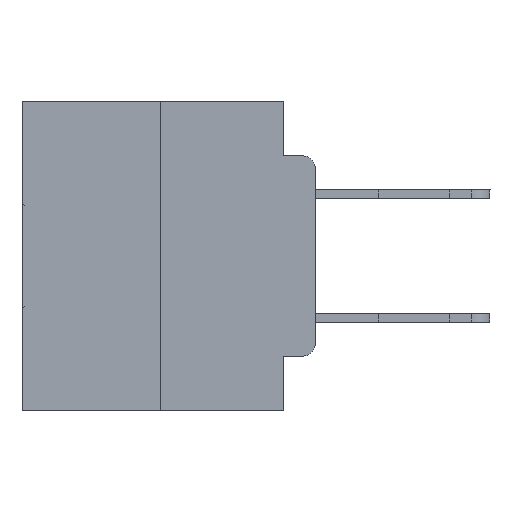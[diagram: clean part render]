
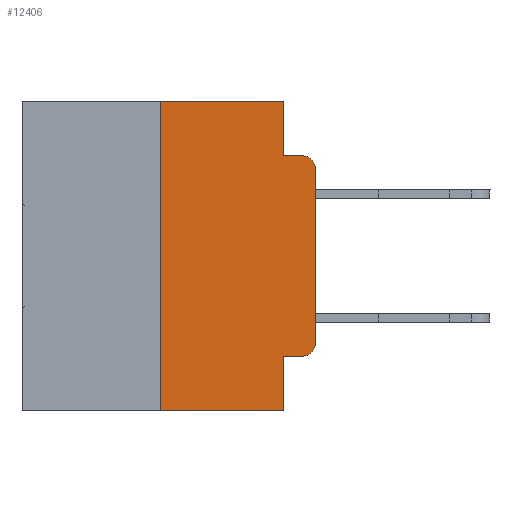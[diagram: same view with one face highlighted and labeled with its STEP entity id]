
A CAD part, left-side view. The second image highlights one B-rep face of the part: STEP entity #12406.
In plain terms, the highlighted planar face has unit normal (-1, 0, 0).
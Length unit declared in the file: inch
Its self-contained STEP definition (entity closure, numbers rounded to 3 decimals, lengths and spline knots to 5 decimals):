
#1050 = EDGE_CURVE ( 'NONE', #12634, #14880, #18467, .T. ) ;
#1824 = CARTESIAN_POINT ( 'NONE',  ( 0., 0.02, -0.3915 ) ) ;
#1950 = DIRECTION ( 'NONE',  ( 0., 0., -1. ) ) ;
#2580 = ORIENTED_EDGE ( 'NONE', *, *, #13845, .F. ) ;
#3051 = CARTESIAN_POINT ( 'NONE',  ( 0., 0.473, 0. ) ) ;
#3338 = EDGE_CURVE ( 'NONE', #19299, #16126, #21441, .T. ) ;
#3352 = DIRECTION ( 'NONE',  ( 1., 0., 0. ) ) ;
#3765 = CARTESIAN_POINT ( 'NONE',  ( 0., 0.02, -0.4115 ) ) ;
#4283 = CARTESIAN_POINT ( 'NONE',  ( 0., 0.02, -0.0885 ) ) ;
#4415 = ORIENTED_EDGE ( 'NONE', *, *, #1050, .F. ) ;
#5011 = VERTEX_POINT ( 'NONE', #20939 ) ;
#5494 = FACE_OUTER_BOUND ( 'NONE', #15175, .T. ) ;
#5629 = LINE ( 'NONE', #14939, #6731 ) ;
#5865 = CARTESIAN_POINT ( 'NONE',  ( 0., 0., -0.1085 ) ) ;
#5924 = VECTOR ( 'NONE', #28159, 39.37008 ) ;
#6085 = VECTOR ( 'NONE', #17723, 39.37008 ) ;
#6119 = ORIENTED_EDGE ( 'NONE', *, *, #11500, .F. ) ;
#6380 = VECTOR ( 'NONE', #13637, 39.37008 ) ;
#6731 = VECTOR ( 'NONE', #24199, 39.37008 ) ;
#7021 = LINE ( 'NONE', #25578, #20642 ) ;
#8265 = ORIENTED_EDGE ( 'NONE', *, *, #21786, .F. ) ;
#9729 = CARTESIAN_POINT ( 'NONE',  ( 0., 0., 0. ) ) ;
#10084 = CARTESIAN_POINT ( 'NONE',  ( 0., 0.25, 0. ) ) ;
#10582 = VECTOR ( 'NONE', #22042, 39.37008 ) ;
#11033 = CARTESIAN_POINT ( 'NONE',  ( 0., 0.473, -0.5 ) ) ;
#11500 = EDGE_CURVE ( 'NONE', #27106, #5011, #19151, .T. ) ;
#12406 = ADVANCED_FACE ( 'NONE', ( #5494 ), #14807, .F. ) ;
#12440 = EDGE_CURVE ( 'NONE', #17197, #19299, #18383, .T. ) ;
#12526 = DIRECTION ( 'NONE',  ( 0., -1., 0. ) ) ;
#12634 = VERTEX_POINT ( 'NONE', #25867 ) ;
#12663 = DIRECTION ( 'NONE',  ( 0., 0., -1. ) ) ;
#13273 = DIRECTION ( 'NONE',  ( -1., 0., 0. ) ) ;
#13637 = DIRECTION ( 'NONE',  ( 0., -1., 0. ) ) ;
#13845 = EDGE_CURVE ( 'NONE', #5011, #17780, #5629, .T. ) ;
#14295 = VECTOR ( 'NONE', #18317, 39.37008 ) ;
#14469 = ORIENTED_EDGE ( 'NONE', *, *, #27108, .T. ) ;
#14771 = CARTESIAN_POINT ( 'NONE',  ( 0., 0., -0.3915 ) ) ;
#14807 = PLANE ( 'NONE',  #29599 ) ;
#14880 = VERTEX_POINT ( 'NONE', #29425 ) ;
#14939 = CARTESIAN_POINT ( 'NONE',  ( 0., 0.051, 0. ) ) ;
#15077 = ORIENTED_EDGE ( 'NONE', *, *, #30077, .F. ) ;
#15175 = EDGE_LOOP ( 'NONE', ( #17057, #26804, #8265, #2580, #6119, #15077, #20100, #4415, #14469, #26061 ) ) ;
#15401 = DIRECTION ( 'NONE',  ( 0., 0., -1. ) ) ;
#15909 = CARTESIAN_POINT ( 'NONE',  ( 0., 0.051, 0. ) ) ;
#16126 = VERTEX_POINT ( 'NONE', #5865 ) ;
#17057 = ORIENTED_EDGE ( 'NONE', *, *, #3338, .T. ) ;
#17197 = VERTEX_POINT ( 'NONE', #3765 ) ;
#17419 = AXIS2_PLACEMENT_3D ( 'NONE', #1824, #13273, #15401 ) ;
#17723 = DIRECTION ( 'NONE',  ( 0., 0., 1. ) ) ;
#17780 = VERTEX_POINT ( 'NONE', #19267 ) ;
#17787 = DIRECTION ( 'NONE',  ( -1., 0., 0. ) ) ;
#17869 = CARTESIAN_POINT ( 'NONE',  ( 0., 0.25, 0. ) ) ;
#18214 = VERTEX_POINT ( 'NONE', #26089 ) ;
#18317 = DIRECTION ( 'NONE',  ( 0., 0., -1. ) ) ;
#18383 = CIRCLE ( 'NONE', #17419, 0.02 ) ;
#18467 = LINE ( 'NONE', #15909, #14295 ) ;
#19136 = VECTOR ( 'NONE', #12526, 39.37008 ) ;
#19151 = LINE ( 'NONE', #28451, #10582 ) ;
#19267 = CARTESIAN_POINT ( 'NONE',  ( 0., 0.051, -0.0885 ) ) ;
#19299 = VERTEX_POINT ( 'NONE', #14771 ) ;
#19882 = CIRCLE ( 'NONE', #26211, 0.02 ) ;
#20100 = ORIENTED_EDGE ( 'NONE', *, *, #24789, .T. ) ;
#20642 = VECTOR ( 'NONE', #21312, 39.37008 ) ;
#20939 = CARTESIAN_POINT ( 'NONE',  ( 0., 0.051, 0. ) ) ;
#21312 = DIRECTION ( 'NONE',  ( 0., -1., 0. ) ) ;
#21441 = LINE ( 'NONE', #9729, #5924 ) ;
#21786 = EDGE_CURVE ( 'NONE', #17780, #23761, #7021, .T. ) ;
#22042 = DIRECTION ( 'NONE',  ( 0., -1., 0. ) ) ;
#22509 = CARTESIAN_POINT ( 'NONE',  ( 0., 0.02, -0.1085 ) ) ;
#22795 = EDGE_CURVE ( 'NONE', #16126, #23761, #19882, .T. ) ;
#23761 = VERTEX_POINT ( 'NONE', #4283 ) ;
#24071 = CARTESIAN_POINT ( 'NONE',  ( 0., 0.051, -0.4115 ) ) ;
#24199 = DIRECTION ( 'NONE',  ( 0., 0., -1. ) ) ;
#24789 = EDGE_CURVE ( 'NONE', #18214, #14880, #29912, .T. ) ;
#25578 = CARTESIAN_POINT ( 'NONE',  ( 0., 0.051, -0.0885 ) ) ;
#25867 = CARTESIAN_POINT ( 'NONE',  ( 0., 0.051, -0.4115 ) ) ;
#26061 = ORIENTED_EDGE ( 'NONE', *, *, #12440, .T. ) ;
#26089 = CARTESIAN_POINT ( 'NONE',  ( 0., 0.25, -0.5 ) ) ;
#26211 = AXIS2_PLACEMENT_3D ( 'NONE', #22509, #17787, #1950 ) ;
#26804 = ORIENTED_EDGE ( 'NONE', *, *, #22795, .T. ) ;
#27106 = VERTEX_POINT ( 'NONE', #10084 ) ;
#27108 = EDGE_CURVE ( 'NONE', #12634, #17197, #28649, .T. ) ;
#27311 = LINE ( 'NONE', #17869, #6085 ) ;
#28159 = DIRECTION ( 'NONE',  ( 0., 0., 1. ) ) ;
#28451 = CARTESIAN_POINT ( 'NONE',  ( 0., 0.473, 0. ) ) ;
#28649 = LINE ( 'NONE', #24071, #19136 ) ;
#29425 = CARTESIAN_POINT ( 'NONE',  ( 0., 0.051, -0.5 ) ) ;
#29599 = AXIS2_PLACEMENT_3D ( 'NONE', #3051, #3352, #12663 ) ;
#29912 = LINE ( 'NONE', #11033, #6380 ) ;
#30077 = EDGE_CURVE ( 'NONE', #18214, #27106, #27311, .T. ) ;
